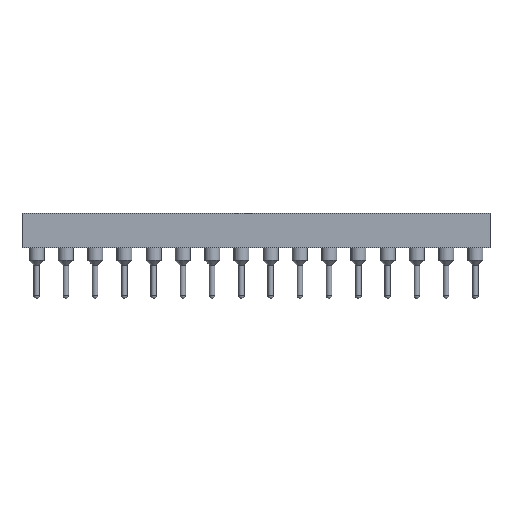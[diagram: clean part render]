
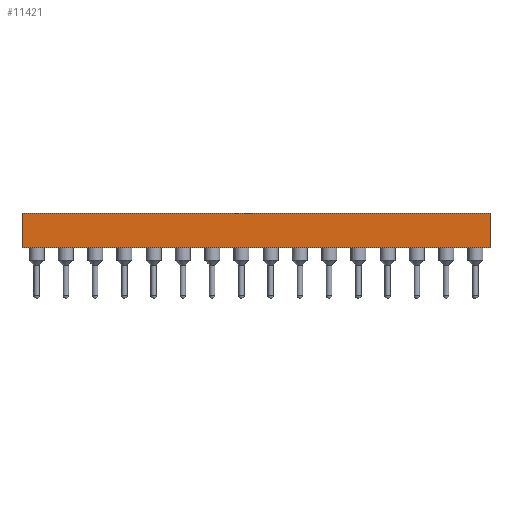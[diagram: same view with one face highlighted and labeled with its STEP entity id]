
A CAD part, front view. The second image highlights one B-rep face of the part: STEP entity #11421.
In plain terms, the highlighted planar face has unit normal (0, -1, 0).
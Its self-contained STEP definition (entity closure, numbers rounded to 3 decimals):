
#11421=ADVANCED_FACE('',(#21491),#21493,.T.);
#21491=FACE_BOUND('',#21492,.T.);
#21492=EDGE_LOOP('',(#26999,#27000,#27001,#27002));
#21493=PLANE('',#21494);
#21494=AXIS2_PLACEMENT_3D('',#21495,#21496,#21497);
#21495=CARTESIAN_POINT('',(1.27,-1.27,1.5));
#21496=DIRECTION('',(0.,-1.,0.));
#21497=DIRECTION('',(0.,0.,1.));
#26999=ORIENTED_EDGE('',*,*,#29552,.F.);
#27000=ORIENTED_EDGE('',*,*,#29479,.F.);
#27001=ORIENTED_EDGE('',*,*,#29551,.T.);
#27002=ORIENTED_EDGE('',*,*,#29553,.T.);
#29479=EDGE_CURVE('',#33310,#33312,#33313,.T.);
#29551=EDGE_CURVE('',#33310,#33444,#33446,.T.);
#29552=EDGE_CURVE('',#33312,#33447,#33448,.T.);
#29553=EDGE_CURVE('',#33444,#33447,#33449,.T.);
#33310=VERTEX_POINT('',#47514);
#33312=VERTEX_POINT('',#47518);
#33313=LINE('',#47519,#47520);
#33444=VERTEX_POINT('',#47825);
#33446=LINE('',#47829,#47830);
#33447=VERTEX_POINT('',#47832);
#33448=LINE('',#47833,#47834);
#33449=LINE('',#47836,#47837);
#47514=CARTESIAN_POINT('',(39.37,-1.27,1.5));
#47518=CARTESIAN_POINT('',(-1.27,-1.27,1.5));
#47519=CARTESIAN_POINT('',(39.37,-1.27,1.5));
#47520=VECTOR('',#47521,1.);
#47521=DIRECTION('',(-1.,0.,0.));
#47825=CARTESIAN_POINT('',(39.37,-1.27,4.5));
#47829=CARTESIAN_POINT('',(39.37,-1.27,1.5));
#47830=VECTOR('',#47831,1.);
#47831=DIRECTION('',(0.,0.,1.));
#47832=CARTESIAN_POINT('',(-1.27,-1.27,4.5));
#47833=CARTESIAN_POINT('',(-1.27,-1.27,1.5));
#47834=VECTOR('',#47835,1.);
#47835=DIRECTION('',(0.,0.,1.));
#47836=CARTESIAN_POINT('',(39.37,-1.27,4.5));
#47837=VECTOR('',#47838,1.);
#47838=DIRECTION('',(-1.,0.,0.));
